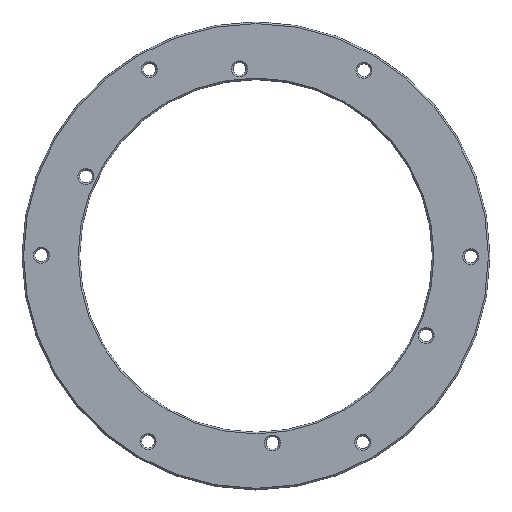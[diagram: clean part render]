
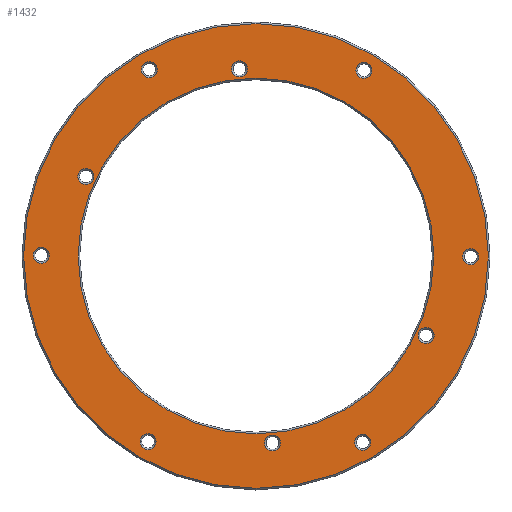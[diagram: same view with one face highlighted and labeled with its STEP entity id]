
A CAD part, top view. The second image highlights one B-rep face of the part: STEP entity #1432.
In plain terms, the highlighted planar face has unit normal (0, 0, 1).
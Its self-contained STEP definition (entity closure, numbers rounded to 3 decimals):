
#65=PLANE('',#1572);
#113=CIRCLE('',#1516,1.25);
#118=CIRCLE('',#1526,1.25);
#123=CIRCLE('',#1536,1.25);
#128=CIRCLE('',#1546,1.25);
#133=CIRCLE('',#1556,1.25);
#146=CIRCLE('',#1573,36.25);
#147=CIRCLE('',#1574,27.75);
#148=CIRCLE('',#1575,1.25);
#149=CIRCLE('',#1576,1.25);
#150=CIRCLE('',#1577,1.25);
#151=CIRCLE('',#1578,1.25);
#152=CIRCLE('',#1579,1.25);
#269=ORIENTED_EDGE('',*,*,#451,.T.);
#270=ORIENTED_EDGE('',*,*,#452,.T.);
#271=ORIENTED_EDGE('',*,*,#453,.T.);
#272=ORIENTED_EDGE('',*,*,#454,.T.);
#273=ORIENTED_EDGE('',*,*,#455,.T.);
#274=ORIENTED_EDGE('',*,*,#456,.T.);
#275=ORIENTED_EDGE('',*,*,#418,.T.);
#276=ORIENTED_EDGE('',*,*,#423,.T.);
#277=ORIENTED_EDGE('',*,*,#428,.T.);
#278=ORIENTED_EDGE('',*,*,#433,.T.);
#279=ORIENTED_EDGE('',*,*,#438,.T.);
#280=ORIENTED_EDGE('',*,*,#457,.T.);
#418=EDGE_CURVE('',#522,#522,#113,.F.);
#423=EDGE_CURVE('',#527,#527,#118,.F.);
#428=EDGE_CURVE('',#532,#532,#123,.F.);
#433=EDGE_CURVE('',#537,#537,#128,.F.);
#438=EDGE_CURVE('',#542,#542,#133,.F.);
#451=EDGE_CURVE('',#552,#552,#146,.T.);
#452=EDGE_CURVE('',#553,#553,#147,.F.);
#453=EDGE_CURVE('',#554,#554,#148,.F.);
#454=EDGE_CURVE('',#555,#555,#149,.F.);
#455=EDGE_CURVE('',#556,#556,#150,.F.);
#456=EDGE_CURVE('',#557,#557,#151,.F.);
#457=EDGE_CURVE('',#558,#558,#152,.F.);
#522=VERTEX_POINT('',#2060);
#527=VERTEX_POINT('',#2075);
#532=VERTEX_POINT('',#2090);
#537=VERTEX_POINT('',#2105);
#542=VERTEX_POINT('',#2120);
#552=VERTEX_POINT('',#2147);
#553=VERTEX_POINT('',#2149);
#554=VERTEX_POINT('',#2151);
#555=VERTEX_POINT('',#2153);
#556=VERTEX_POINT('',#2155);
#557=VERTEX_POINT('',#2157);
#558=VERTEX_POINT('',#2159);
#656=EDGE_LOOP('',(#269));
#657=EDGE_LOOP('',(#270));
#658=EDGE_LOOP('',(#271));
#659=EDGE_LOOP('',(#272));
#660=EDGE_LOOP('',(#273));
#661=EDGE_LOOP('',(#274));
#662=EDGE_LOOP('',(#275));
#663=EDGE_LOOP('',(#276));
#664=EDGE_LOOP('',(#277));
#665=EDGE_LOOP('',(#278));
#666=EDGE_LOOP('',(#279));
#667=EDGE_LOOP('',(#280));
#801=FACE_BOUND('',#656,.T.);
#802=FACE_BOUND('',#657,.T.);
#803=FACE_BOUND('',#658,.T.);
#804=FACE_BOUND('',#659,.T.);
#805=FACE_BOUND('',#660,.T.);
#806=FACE_BOUND('',#661,.T.);
#807=FACE_BOUND('',#662,.T.);
#808=FACE_BOUND('',#663,.T.);
#809=FACE_BOUND('',#664,.T.);
#810=FACE_BOUND('',#665,.T.);
#811=FACE_BOUND('',#666,.T.);
#812=FACE_BOUND('',#667,.T.);
#1432=ADVANCED_FACE('',(#801,#802,#803,#804,#805,#806,#807,#808,#809,#810,
#811,#812),#65,.T.);
#1516=AXIS2_PLACEMENT_3D('',#2059,#1722,#1723);
#1526=AXIS2_PLACEMENT_3D('',#2074,#1742,#1743);
#1536=AXIS2_PLACEMENT_3D('',#2089,#1762,#1763);
#1546=AXIS2_PLACEMENT_3D('',#2104,#1782,#1783);
#1556=AXIS2_PLACEMENT_3D('',#2119,#1802,#1803);
#1572=AXIS2_PLACEMENT_3D('',#2145,#1834,#1835);
#1573=AXIS2_PLACEMENT_3D('',#2146,#1836,#1837);
#1574=AXIS2_PLACEMENT_3D('',#2148,#1838,#1839);
#1575=AXIS2_PLACEMENT_3D('',#2150,#1840,#1841);
#1576=AXIS2_PLACEMENT_3D('',#2152,#1842,#1843);
#1577=AXIS2_PLACEMENT_3D('',#2154,#1844,#1845);
#1578=AXIS2_PLACEMENT_3D('',#2156,#1846,#1847);
#1579=AXIS2_PLACEMENT_3D('',#2158,#1848,#1849);
#1722=DIRECTION('',(0.,0.,1.));
#1723=DIRECTION('',(-0.866,0.5,0.));
#1742=DIRECTION('',(0.,0.,1.));
#1743=DIRECTION('',(-0.866,-0.5,0.));
#1762=DIRECTION('',(0.,0.,1.));
#1763=DIRECTION('',(0.,-1.,0.));
#1782=DIRECTION('',(0.,0.,1.));
#1783=DIRECTION('',(0.866,-0.5,0.));
#1802=DIRECTION('',(0.,0.,1.));
#1803=DIRECTION('',(0.866,0.5,0.));
#1834=DIRECTION('',(0.,0.,1.));
#1835=DIRECTION('',(1.,0.,0.));
#1836=DIRECTION('',(0.,0.,1.));
#1837=DIRECTION('',(1.,0.,0.));
#1838=DIRECTION('',(0.,0.,1.));
#1839=DIRECTION('',(1.,0.,0.));
#1840=DIRECTION('',(0.,0.,1.));
#1841=DIRECTION('',(0.574,-0.819,0.));
#1842=DIRECTION('',(0.,0.,1.));
#1843=DIRECTION('',(0.574,-0.819,0.));
#1844=DIRECTION('',(0.,0.,1.));
#1845=DIRECTION('',(0.574,-0.819,0.));
#1846=DIRECTION('',(0.,0.,1.));
#1847=DIRECTION('',(0.574,-0.819,0.));
#1848=DIRECTION('',(0.,0.,1.));
#1849=DIRECTION('',(0.,1.,0.));
#2059=CARTESIAN_POINT('',(-16.845,-28.957,-42.75));
#2060=CARTESIAN_POINT('',(-17.927,-28.332,-42.75));
#2074=CARTESIAN_POINT('',(16.655,-29.066,-42.75));
#2075=CARTESIAN_POINT('',(15.572,-29.691,-42.75));
#2089=CARTESIAN_POINT('',(33.5,-0.11,-42.75));
#2090=CARTESIAN_POINT('',(33.5,-1.36,-42.75));
#2104=CARTESIAN_POINT('',(16.845,28.957,-42.75));
#2105=CARTESIAN_POINT('',(17.927,28.332,-42.75));
#2119=CARTESIAN_POINT('',(-16.655,29.066,-42.75));
#2120=CARTESIAN_POINT('',(-15.572,29.691,-42.75));
#2145=CARTESIAN_POINT('',(0.,0.,-42.75));
#2146=CARTESIAN_POINT('',(0.,0.,-42.75));
#2147=CARTESIAN_POINT('',(36.25,0.,-42.75));
#2148=CARTESIAN_POINT('',(0.,0.,-42.75));
#2149=CARTESIAN_POINT('',(27.75,0.,-42.75));
#2150=CARTESIAN_POINT('',(-2.574,29.175,-42.75));
#2151=CARTESIAN_POINT('',(-1.857,28.151,-42.75));
#2152=CARTESIAN_POINT('',(-26.535,12.397,-42.75));
#2153=CARTESIAN_POINT('',(-25.818,11.373,-42.75));
#2154=CARTESIAN_POINT('',(2.574,-29.175,-42.75));
#2155=CARTESIAN_POINT('',(3.291,-30.198,-42.75));
#2156=CARTESIAN_POINT('',(26.535,-12.397,-42.75));
#2157=CARTESIAN_POINT('',(27.252,-13.421,-42.75));
#2158=CARTESIAN_POINT('',(-33.5,0.11,-42.75));
#2159=CARTESIAN_POINT('',(-33.5,1.36,-42.75));
